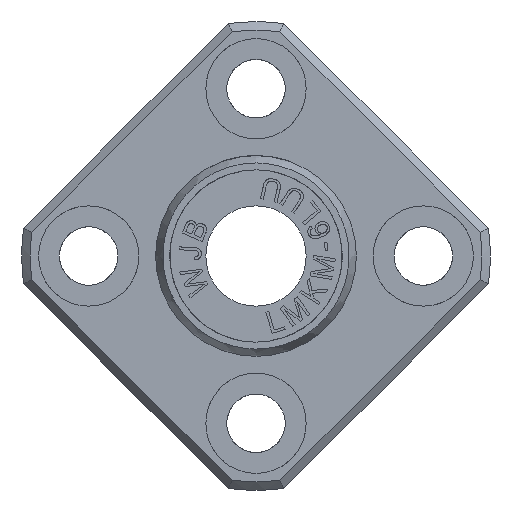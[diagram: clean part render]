
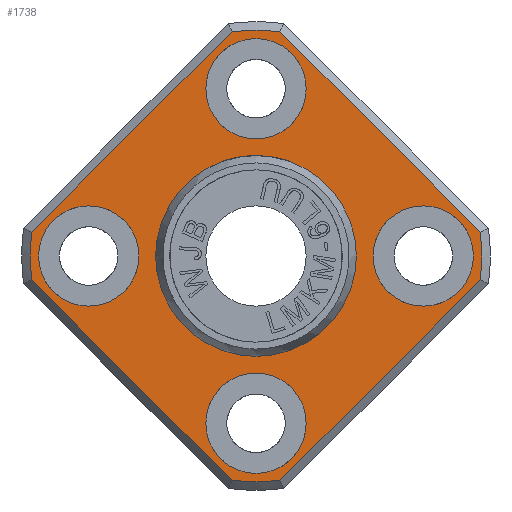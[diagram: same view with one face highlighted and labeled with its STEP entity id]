
A CAD part, left-side view. The second image highlights one B-rep face of the part: STEP entity #1738.
In plain terms, the highlighted planar face has unit normal (-1, 0, 0).
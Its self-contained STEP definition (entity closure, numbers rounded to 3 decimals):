
#219=PLANE('',#7307);
#521=FACE_BOUND('',#2544,.T.);
#522=FACE_BOUND('',#2545,.T.);
#523=FACE_BOUND('',#2546,.T.);
#524=FACE_BOUND('',#2547,.T.);
#525=FACE_BOUND('',#2548,.T.);
#526=FACE_BOUND('',#2549,.T.);
#1738=ADVANCED_FACE('',(#521,#522,#523,#524,#525,#526),#219,.T.);
#2544=EDGE_LOOP('',(#3787,#3788,#3789,#3790,#3791,#3792,#3793,#3794,#3795,
#3796));
#2545=EDGE_LOOP('',(#3797));
#2546=EDGE_LOOP('',(#3798));
#2547=EDGE_LOOP('',(#3799));
#2548=EDGE_LOOP('',(#3800));
#2549=EDGE_LOOP('',(#3801,#3802));
#2970=B_SPLINE_CURVE_WITH_KNOTS('',3,(#9057,#9058,#9059,#9060),.UNSPECIFIED.,
 .F.,.F.,(4,4),(0.,1.),.UNSPECIFIED.);
#2973=B_SPLINE_CURVE_WITH_KNOTS('',3,(#9075,#9076,#9077,#9078),.UNSPECIFIED.,
 .F.,.F.,(4,4),(0.,1.),.UNSPECIFIED.);
#2974=B_SPLINE_CURVE_WITH_KNOTS('',3,(#9080,#9081,#9082,#9083),.UNSPECIFIED.,
 .F.,.F.,(4,4),(0.,1.),.UNSPECIFIED.);
#2977=B_SPLINE_CURVE_WITH_KNOTS('',3,(#9098,#9099,#9100,#9101),.UNSPECIFIED.,
 .F.,.F.,(4,4),(0.,1.),.UNSPECIFIED.);
#3071=B_SPLINE_CURVE_WITH_KNOTS('',3,(#10703,#10704,#10705,#10706),.UNSPECIFIED.,
 .F.,.F.,(4,4),(0.,1.),.UNSPECIFIED.);
#3072=B_SPLINE_CURVE_WITH_KNOTS('',3,(#10709,#10710,#10711,#10712),.UNSPECIFIED.,
 .F.,.F.,(4,4),(0.,1.),.UNSPECIFIED.);
#3073=B_SPLINE_CURVE_WITH_KNOTS('',3,(#10713,#10714,#10715,#10716),.UNSPECIFIED.,
 .F.,.F.,(4,4),(0.,1.),.UNSPECIFIED.);
#3074=B_SPLINE_CURVE_WITH_KNOTS('',3,(#10717,#10718,#10719,#10720),.UNSPECIFIED.,
 .F.,.F.,(4,4),(0.,1.),.UNSPECIFIED.);
#3075=B_SPLINE_CURVE_WITH_KNOTS('',3,(#10721,#10722,#10723,#10724),.UNSPECIFIED.,
 .F.,.F.,(4,4),(0.,1.),.UNSPECIFIED.);
#3076=B_SPLINE_CURVE_WITH_KNOTS('',3,(#10726,#10727,#10728,#10729),.UNSPECIFIED.,
 .F.,.F.,(4,4),(0.,1.),.UNSPECIFIED.);
#3077=B_SPLINE_CURVE_WITH_KNOTS('',3,(#10738,#10739,#10740,#10741,#10742,
#10743,#10744,#10745,#10746,#10747),.UNSPECIFIED.,.F.,.F.,(4,2,2,2,4),(0.,
0.25,0.5,0.75,1.),.UNSPECIFIED.);
#3078=B_SPLINE_CURVE_WITH_KNOTS('',3,(#10750,#10751,#10752,#10753,#10754,
#10755,#10756,#10757,#10758,#10759),.UNSPECIFIED.,.F.,.F.,(4,2,2,2,4),(0.,
0.25,0.5,0.75,1.),.UNSPECIFIED.);
#3787=ORIENTED_EDGE('',*,*,#6481,.F.);
#3788=ORIENTED_EDGE('',*,*,#6482,.F.);
#3789=ORIENTED_EDGE('',*,*,#6174,.F.);
#3790=ORIENTED_EDGE('',*,*,#6483,.F.);
#3791=ORIENTED_EDGE('',*,*,#6170,.F.);
#3792=ORIENTED_EDGE('',*,*,#6169,.F.);
#3793=ORIENTED_EDGE('',*,*,#6484,.F.);
#3794=ORIENTED_EDGE('',*,*,#6165,.F.);
#3795=ORIENTED_EDGE('',*,*,#6485,.F.);
#3796=ORIENTED_EDGE('',*,*,#6486,.F.);
#3797=ORIENTED_EDGE('',*,*,#6487,.F.);
#3798=ORIENTED_EDGE('',*,*,#6488,.F.);
#3799=ORIENTED_EDGE('',*,*,#6489,.F.);
#3800=ORIENTED_EDGE('',*,*,#6490,.F.);
#3801=ORIENTED_EDGE('',*,*,#6491,.T.);
#3802=ORIENTED_EDGE('',*,*,#6492,.T.);
#5481=VERTEX_POINT('',#9056);
#5482=VERTEX_POINT('',#9061);
#5485=VERTEX_POINT('',#9074);
#5486=VERTEX_POINT('',#9079);
#5487=VERTEX_POINT('',#9084);
#5490=VERTEX_POINT('',#9097);
#5491=VERTEX_POINT('',#9102);
#5791=VERTEX_POINT('',#10707);
#5792=VERTEX_POINT('',#10708);
#5793=VERTEX_POINT('',#10725);
#5794=VERTEX_POINT('',#10731);
#5795=VERTEX_POINT('',#10733);
#5796=VERTEX_POINT('',#10735);
#5797=VERTEX_POINT('',#10737);
#5798=VERTEX_POINT('',#10748);
#5799=VERTEX_POINT('',#10749);
#6165=EDGE_CURVE('',#5481,#5482,#2970,.T.);
#6169=EDGE_CURVE('',#5485,#5486,#2973,.T.);
#6170=EDGE_CURVE('',#5486,#5487,#2974,.T.);
#6174=EDGE_CURVE('',#5490,#5491,#2977,.T.);
#6481=EDGE_CURVE('',#5791,#5792,#3071,.T.);
#6482=EDGE_CURVE('',#5491,#5791,#3072,.T.);
#6483=EDGE_CURVE('',#5487,#5490,#3073,.T.);
#6484=EDGE_CURVE('',#5482,#5485,#3074,.T.);
#6485=EDGE_CURVE('',#5793,#5481,#3075,.T.);
#6486=EDGE_CURVE('',#5792,#5793,#3076,.T.);
#6487=EDGE_CURVE('',#5794,#5794,#7205,.T.);
#6488=EDGE_CURVE('',#5795,#5795,#7206,.T.);
#6489=EDGE_CURVE('',#5796,#5796,#7207,.T.);
#6490=EDGE_CURVE('',#5797,#5797,#7208,.T.);
#6491=EDGE_CURVE('',#5798,#5799,#3077,.T.);
#6492=EDGE_CURVE('',#5799,#5798,#3078,.T.);
#7205=CIRCLE('',#7303,3.);
#7206=CIRCLE('',#7304,3.);
#7207=CIRCLE('',#7305,3.);
#7208=CIRCLE('',#7306,3.);
#7303=AXIS2_PLACEMENT_3D('',#10730,#7935,#7936);
#7304=AXIS2_PLACEMENT_3D('',#10732,#7937,#7938);
#7305=AXIS2_PLACEMENT_3D('',#10734,#7939,#7940);
#7306=AXIS2_PLACEMENT_3D('',#10736,#7941,#7942);
#7307=AXIS2_PLACEMENT_3D('',#10760,#7943,#7944);
#7935=DIRECTION('',(-1.,0.,0.));
#7936=DIRECTION('',(0.,0.,1.));
#7937=DIRECTION('',(-1.,0.,0.));
#7938=DIRECTION('',(0.,0.,1.));
#7939=DIRECTION('',(-1.,0.,0.));
#7940=DIRECTION('',(0.,0.,1.));
#7941=DIRECTION('',(-1.,0.,0.));
#7942=DIRECTION('',(0.,0.,1.));
#7943=DIRECTION('',(-1.,0.,0.));
#7944=DIRECTION('',(0.,0.,1.));
#9056=CARTESIAN_POINT('',(0.,-13.425,1.425));
#9057=CARTESIAN_POINT('',(0.,-13.425,1.425));
#9058=CARTESIAN_POINT('',(0.,-13.525,0.478));
#9059=CARTESIAN_POINT('',(0.,-13.525,-0.478));
#9060=CARTESIAN_POINT('',(0.,-13.425,-1.425));
#9061=CARTESIAN_POINT('',(0.,-13.425,-1.425));
#9074=CARTESIAN_POINT('',(0.,-1.425,-13.425));
#9075=CARTESIAN_POINT('',(0.,-1.425,-13.425));
#9076=CARTESIAN_POINT('',(0.,-0.952,-13.475));
#9077=CARTESIAN_POINT('',(0.,-0.476,-13.5));
#9078=CARTESIAN_POINT('',(0.,0.,-13.5));
#9079=CARTESIAN_POINT('',(0.,0.,-13.5));
#9080=CARTESIAN_POINT('',(0.,0.,-13.5));
#9081=CARTESIAN_POINT('',(0.,0.476,-13.5));
#9082=CARTESIAN_POINT('',(0.,0.952,-13.475));
#9083=CARTESIAN_POINT('',(0.,1.425,-13.425));
#9084=CARTESIAN_POINT('',(0.,1.425,-13.425));
#9097=CARTESIAN_POINT('',(0.,13.425,-1.425));
#9098=CARTESIAN_POINT('',(0.,13.425,-1.425));
#9099=CARTESIAN_POINT('',(0.,13.525,-0.478));
#9100=CARTESIAN_POINT('',(0.,13.525,0.478));
#9101=CARTESIAN_POINT('',(0.,13.425,1.425));
#9102=CARTESIAN_POINT('',(0.,13.425,1.425));
#10703=CARTESIAN_POINT('',(0.,1.425,13.425));
#10704=CARTESIAN_POINT('',(0.,0.952,13.475));
#10705=CARTESIAN_POINT('',(0.,0.476,13.5));
#10706=CARTESIAN_POINT('',(0.,0.,
13.5));
#10707=CARTESIAN_POINT('',(0.,1.425,13.425));
#10708=CARTESIAN_POINT('',(0.,0.,13.5));
#10709=CARTESIAN_POINT('',(0.,13.425,1.425));
#10710=CARTESIAN_POINT('',(0.,9.425,5.425));
#10711=CARTESIAN_POINT('',(0.,5.425,9.425));
#10712=CARTESIAN_POINT('',(0.,1.425,13.425));
#10713=CARTESIAN_POINT('',(0.,1.425,-13.425));
#10714=CARTESIAN_POINT('',(0.,5.425,-9.425));
#10715=CARTESIAN_POINT('',(0.,9.425,-5.425));
#10716=CARTESIAN_POINT('',(0.,13.425,-1.425));
#10717=CARTESIAN_POINT('',(0.,-13.425,-1.425));
#10718=CARTESIAN_POINT('',(0.,-9.425,-5.425));
#10719=CARTESIAN_POINT('',(0.,-5.425,-9.425));
#10720=CARTESIAN_POINT('',(0.,-1.425,-13.425));
#10721=CARTESIAN_POINT('',(0.,-1.425,13.425));
#10722=CARTESIAN_POINT('',(0.,-5.425,9.425));
#10723=CARTESIAN_POINT('',(0.,-9.425,5.425));
#10724=CARTESIAN_POINT('',(0.,-13.425,1.425));
#10725=CARTESIAN_POINT('',(0.,-1.425,13.425));
#10726=CARTESIAN_POINT('',(0.,0.,
13.5));
#10727=CARTESIAN_POINT('',(0.,-0.476,13.5));
#10728=CARTESIAN_POINT('',(0.,-0.952,13.475));
#10729=CARTESIAN_POINT('',(0.,-1.425,13.425));
#10730=CARTESIAN_POINT('',(0.,10.,0.));
#10731=CARTESIAN_POINT('',(0.,10.,3.));
#10732=CARTESIAN_POINT('',(0.,-10.,0.));
#10733=CARTESIAN_POINT('',(0.,-10.,3.));
#10734=CARTESIAN_POINT('',(0.,0.,10.));
#10735=CARTESIAN_POINT('',(0.,0.,13.));
#10736=CARTESIAN_POINT('',(0.,0.,-10.));
#10737=CARTESIAN_POINT('',(0.,0.,-7.));
#10738=CARTESIAN_POINT('',(0.,0.,5.809));
#10739=CARTESIAN_POINT('',(0.,-1.527,5.809));
#10740=CARTESIAN_POINT('',(0.,-3.031,5.184));
#10741=CARTESIAN_POINT('',(0.,-5.185,3.031));
#10742=CARTESIAN_POINT('',(0.,-5.809,1.523));
#10743=CARTESIAN_POINT('',(0.,-5.809,-1.523));
#10744=CARTESIAN_POINT('',(0.,-5.184,-3.031));
#10745=CARTESIAN_POINT('',(0.,-3.031,-5.185));
#10746=CARTESIAN_POINT('',(0.,-1.53,-5.809));
#10747=CARTESIAN_POINT('',(0.,0.,-5.809));
#10748=CARTESIAN_POINT('',(0.,0.,
5.809));
#10749=CARTESIAN_POINT('',(0.,0.,-5.809));
#10750=CARTESIAN_POINT('',(0.,0.,-5.809));
#10751=CARTESIAN_POINT('',(0.,1.527,-5.809));
#10752=CARTESIAN_POINT('',(0.,3.031,-5.184));
#10753=CARTESIAN_POINT('',(0.,5.185,-3.031));
#10754=CARTESIAN_POINT('',(0.,5.809,-1.523));
#10755=CARTESIAN_POINT('',(0.,5.809,1.523));
#10756=CARTESIAN_POINT('',(0.,5.184,3.031));
#10757=CARTESIAN_POINT('',(0.,3.031,5.185));
#10758=CARTESIAN_POINT('',(0.,1.53,5.809));
#10759=CARTESIAN_POINT('',(0.,0.,5.809));
#10760=CARTESIAN_POINT('',(0.,-13.77,-13.5));
